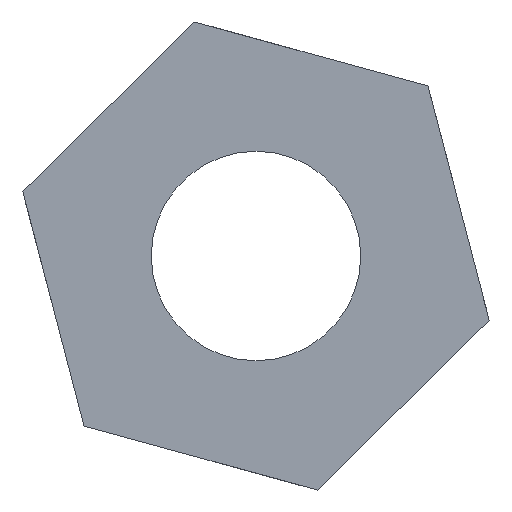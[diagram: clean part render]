
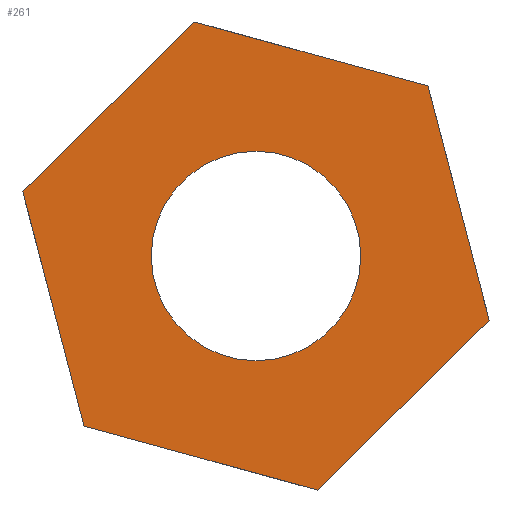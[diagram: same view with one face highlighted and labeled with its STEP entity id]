
A CAD part, front view. The second image highlights one B-rep face of the part: STEP entity #261.
In plain terms, the highlighted planar face has unit normal (0, -1, 0).
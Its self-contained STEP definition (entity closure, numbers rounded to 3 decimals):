
#7 = FACE_BOUND ( 'NONE', #423, .T. ) ;
#15 = VERTEX_POINT ( 'NONE', #159 ) ;
#18 = ORIENTED_EDGE ( 'NONE', *, *, #336, .F. ) ;
#26 = CARTESIAN_POINT ( 'NONE',  ( 3.34, 0., -0.918 ) ) ;
#52 = LINE ( 'NONE', #104, #238 ) ;
#64 = EDGE_CURVE ( 'NONE', #602, #416, #537, .T. ) ;
#65 = CARTESIAN_POINT ( 'NONE',  ( 0., 0., 0. ) ) ;
#83 = EDGE_CURVE ( 'NONE', #15, #333, #239, .T. ) ;
#101 = VERTEX_POINT ( 'NONE', #514 ) ;
#104 = CARTESIAN_POINT ( 'NONE',  ( 0.875, 0., -3.352 ) ) ;
#117 = VECTOR ( 'NONE', #322, 1000. ) ;
#123 = LINE ( 'NONE', #264, #152 ) ;
#131 = DIRECTION ( 'NONE',  ( 0., 0., 1. ) ) ;
#150 = DIRECTION ( 'NONE',  ( -0.964, 0., 0.265 ) ) ;
#152 = VECTOR ( 'NONE', #257, 1000. ) ;
#159 = CARTESIAN_POINT ( 'NONE',  ( -2.465, 0., -2.434 ) ) ;
#179 = CARTESIAN_POINT ( 'NONE',  ( 3.34, 0., -0.918 ) ) ;
#182 = VERTEX_POINT ( 'NONE', #235 ) ;
#208 = AXIS2_PLACEMENT_3D ( 'NONE', #331, #477, #427 ) ;
#216 = ORIENTED_EDGE ( 'NONE', *, *, #605, .F. ) ;
#233 = VECTOR ( 'NONE', #253, 1000. ) ;
#235 = CARTESIAN_POINT ( 'NONE',  ( 2.465, 0., 2.434 ) ) ;
#237 = EDGE_CURVE ( 'NONE', #101, #182, #436, .T. ) ;
#238 = VECTOR ( 'NONE', #150, 1000. ) ;
#239 = LINE ( 'NONE', #372, #117 ) ;
#243 = CARTESIAN_POINT ( 'NONE',  ( -3.34, 0., 0.918 ) ) ;
#249 = DIRECTION ( 'NONE',  ( 0., 0., 1. ) ) ;
#253 = DIRECTION ( 'NONE',  ( 0.253, 0., -0.968 ) ) ;
#256 = VERTEX_POINT ( 'NONE', #284 ) ;
#257 = DIRECTION ( 'NONE',  ( 0.712, 0., 0.703 ) ) ;
#259 = EDGE_CURVE ( 'NONE', #416, #15, #52, .T. ) ;
#261 = ADVANCED_FACE ( 'NONE', ( #7, #509 ), #469, .F. ) ;
#264 = CARTESIAN_POINT ( 'NONE',  ( -3.34, 0., 0.918 ) ) ;
#271 = ORIENTED_EDGE ( 'NONE', *, *, #64, .F. ) ;
#284 = CARTESIAN_POINT ( 'NONE',  ( 0., 0., 1.5 ) ) ;
#293 = ORIENTED_EDGE ( 'NONE', *, *, #259, .F. ) ;
#311 = ORIENTED_EDGE ( 'NONE', *, *, #83, .F. ) ;
#322 = DIRECTION ( 'NONE',  ( -0.253, 0., 0.968 ) ) ;
#331 = CARTESIAN_POINT ( 'NONE',  ( 0., 0., 0. ) ) ;
#333 = VERTEX_POINT ( 'NONE', #243 ) ;
#336 = EDGE_CURVE ( 'NONE', #182, #602, #408, .T. ) ;
#339 = EDGE_CURVE ( 'NONE', #596, #256, #515, .T. ) ;
#362 = CARTESIAN_POINT ( 'NONE',  ( 0., 0., 0. ) ) ;
#365 = ORIENTED_EDGE ( 'NONE', *, *, #339, .F. ) ;
#369 = DIRECTION ( 'NONE',  ( 0., -1., 0. ) ) ;
#372 = CARTESIAN_POINT ( 'NONE',  ( -2.465, 0., -2.434 ) ) ;
#378 = VECTOR ( 'NONE', #566, 1000. ) ;
#388 = AXIS2_PLACEMENT_3D ( 'NONE', #362, #369, #131 ) ;
#408 = LINE ( 'NONE', #440, #233 ) ;
#409 = VECTOR ( 'NONE', #599, 1000. ) ;
#416 = VERTEX_POINT ( 'NONE', #480 ) ;
#423 = EDGE_LOOP ( 'NONE', ( #216, #365 ) ) ;
#427 = DIRECTION ( 'NONE',  ( 0., 0., 1. ) ) ;
#436 = LINE ( 'NONE', #522, #378 ) ;
#440 = CARTESIAN_POINT ( 'NONE',  ( 2.465, 0., 2.434 ) ) ;
#446 = EDGE_LOOP ( 'NONE', ( #552, #457, #311, #293, #271, #18 ) ) ;
#455 = CARTESIAN_POINT ( 'NONE',  ( 0., 0., -1.5 ) ) ;
#457 = ORIENTED_EDGE ( 'NONE', *, *, #521, .F. ) ;
#469 = PLANE ( 'NONE',  #208 ) ;
#477 = DIRECTION ( 'NONE',  ( 0., 1., 0. ) ) ;
#480 = CARTESIAN_POINT ( 'NONE',  ( 0.875, 0., -3.352 ) ) ;
#485 = DIRECTION ( 'NONE',  ( 0., -1., 0. ) ) ;
#509 = FACE_OUTER_BOUND ( 'NONE', #446, .T. ) ;
#514 = CARTESIAN_POINT ( 'NONE',  ( -0.875, 0., 3.352 ) ) ;
#515 = CIRCLE ( 'NONE', #604, 1.5 ) ;
#521 = EDGE_CURVE ( 'NONE', #333, #101, #123, .T. ) ;
#522 = CARTESIAN_POINT ( 'NONE',  ( -0.875, 0., 3.352 ) ) ;
#537 = LINE ( 'NONE', #26, #409 ) ;
#542 = CIRCLE ( 'NONE', #388, 1.5 ) ;
#552 = ORIENTED_EDGE ( 'NONE', *, *, #237, .F. ) ;
#566 = DIRECTION ( 'NONE',  ( 0.964, 0., -0.265 ) ) ;
#596 = VERTEX_POINT ( 'NONE', #455 ) ;
#599 = DIRECTION ( 'NONE',  ( -0.712, 0., -0.703 ) ) ;
#602 = VERTEX_POINT ( 'NONE', #179 ) ;
#604 = AXIS2_PLACEMENT_3D ( 'NONE', #65, #485, #249 ) ;
#605 = EDGE_CURVE ( 'NONE', #256, #596, #542, .T. ) ;
